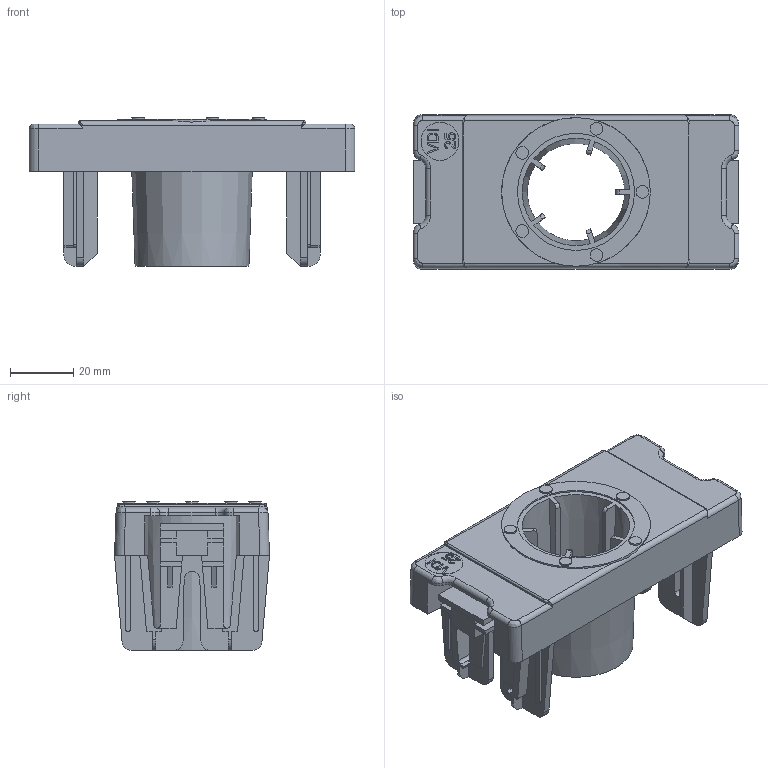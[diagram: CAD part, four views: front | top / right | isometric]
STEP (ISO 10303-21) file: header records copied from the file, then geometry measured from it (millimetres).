
FILE_DESCRIPTION(/* description */ ('Werkzeughaltereinsatz, ABS-schwarz VDI 25'),/* implementation_level */ '2;1');
FILE_NAME(/* name */ '0233-11.stp',/* time_stamp */ '2024-03-13T15:45:10+01:00',/* author */ ('marvin.friedrich'),/* organization */ ('B+H'),/* preprocessor_version */ 'ST-DEVELOPER v18.1',/* originating_system */ 'Autodesk Inventor 2022',/* authorisation */ '');
FILE_SCHEMA (('AUTOMOTIVE_DESIGN { 1 0 10303 214 3 1 1 }'));
Length unit declared in the file: millimetre
Products named in the file (1): 0233-11
Bounding box: 103 x 49 x 47 mm (x, y, z)
Volume: 45729.6 mm3; surface area: 40412.5 mm2
Topology: 1 solids, 1 shells, 410 faces, 1130 edges, 732 vertices
Faces by surface type: plane 283, cylinder 77, bspline 36, torus 8, cone 6
Full cylindrical faces by diameter (mm): 4 x5, 12 x1, 37 x1, 47 x1
Entity records: 13277 total; most frequent: CARTESIAN_POINT 2907, ORIENTED_EDGE 2260, DIRECTION 1988, EDGE_CURVE 1130, LINE 862, VECTOR 862, VERTEX_POINT 732, AXIS2_PLACEMENT_3D 563
